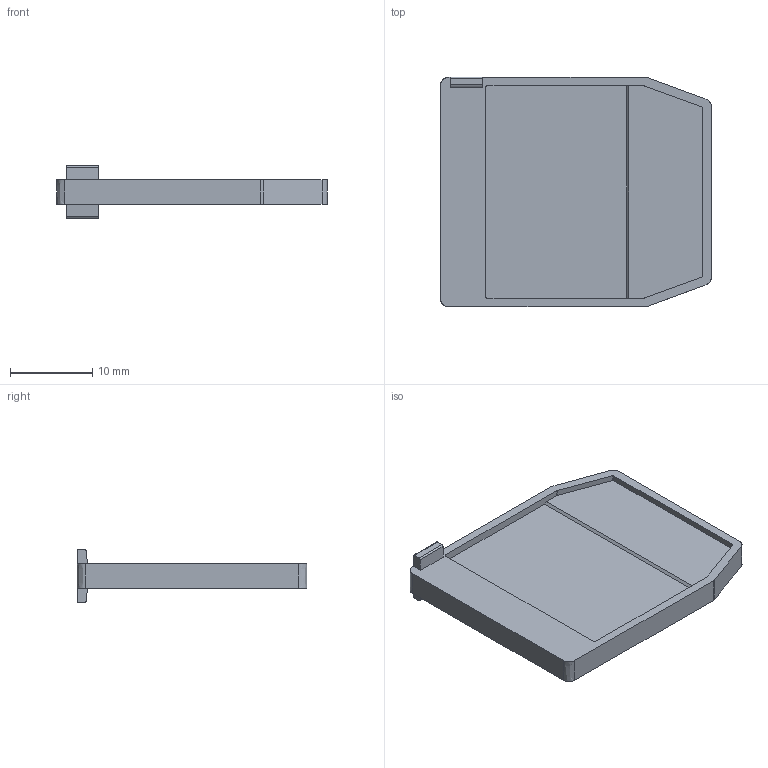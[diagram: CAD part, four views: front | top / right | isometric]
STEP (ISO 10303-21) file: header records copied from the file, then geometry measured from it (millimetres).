
FILE_DESCRIPTION((''),'2;1');
FILE_NAME('SDK16_TWI_3D_STEP','2016-06-29T',('Frank Ludolph'),(''),'CREO PARAMETRIC BY PTC INC, 2015290','CREO PARAMETRIC BY PTC INC, 2015290','');
FILE_SCHEMA(('CONFIG_CONTROL_DESIGN'));
Length unit declared in the file: millimetre
Products named in the file (1): SDK16_TWI_3D_STEP
Bounding box: 33 x 28 x 6.4 mm (x, y, z)
Volume: 1481 mm3; surface area: 2356.5 mm2
Topology: 1 solids, 1 shells, 56 faces, 156 edges, 104 vertices
Faces by surface type: plane 34, extrusion 18, cylinder 4
Entity records: 1918 total; most frequent: CARTESIAN_POINT 464, ORIENTED_EDGE 312, DIRECTION 246, EDGE_CURVE 156, VECTOR 130, LINE 112, VERTEX_POINT 104, AXIS2_PLACEMENT_3D 58
